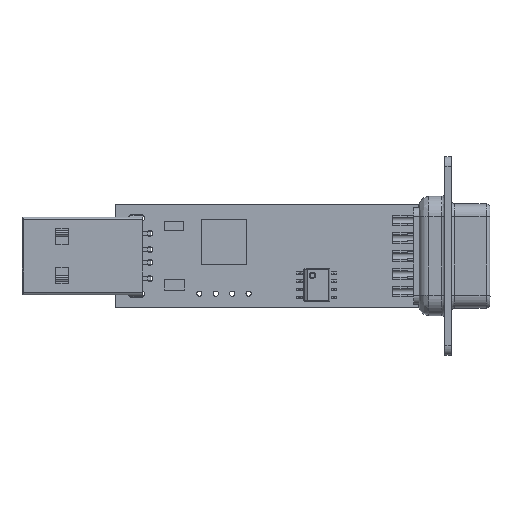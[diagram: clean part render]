
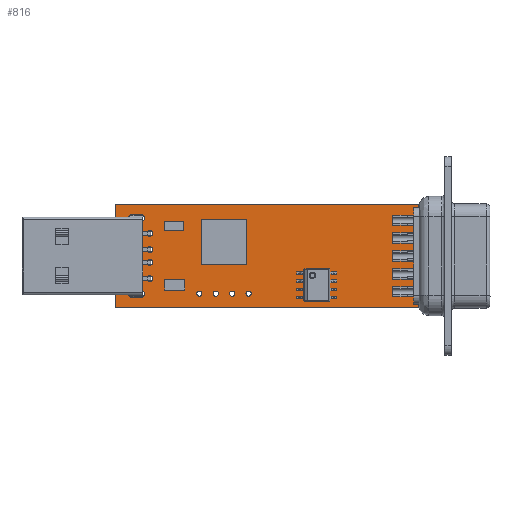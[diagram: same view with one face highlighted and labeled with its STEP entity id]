
A CAD part, top view. The second image highlights one B-rep face of the part: STEP entity #816.
In plain terms, the highlighted planar face has unit normal (0, 0, 1).
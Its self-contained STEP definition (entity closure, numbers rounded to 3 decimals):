
#59 = VERTEX_POINT('',#60);
#60 = CARTESIAN_POINT('',(17.3,14.4,0.));
#66 = EDGE_CURVE('',#59,#67,#69,.T.);
#67 = VERTEX_POINT('',#68);
#68 = CARTESIAN_POINT('',(17.3,30.4,0.));
#69 = LINE('',#70,#71);
#70 = CARTESIAN_POINT('',(17.3,14.4,0.));
#71 = VECTOR('',#72,1.);
#72 = DIRECTION('',(0.,1.,0.));
#97 = EDGE_CURVE('',#67,#98,#100,.T.);
#98 = VERTEX_POINT('',#99);
#99 = CARTESIAN_POINT('',(64.3,30.4,0.));
#100 = LINE('',#101,#102);
#101 = CARTESIAN_POINT('',(17.3,30.4,0.));
#102 = VECTOR('',#103,1.);
#103 = DIRECTION('',(1.,0.,0.));
#128 = EDGE_CURVE('',#98,#129,#131,.T.);
#129 = VERTEX_POINT('',#130);
#130 = CARTESIAN_POINT('',(64.3,14.4,0.));
#131 = LINE('',#132,#133);
#132 = CARTESIAN_POINT('',(64.3,30.4,0.));
#133 = VECTOR('',#134,1.);
#134 = DIRECTION('',(0.,-1.,0.));
#159 = EDGE_CURVE('',#129,#59,#160,.T.);
#160 = LINE('',#161,#162);
#161 = CARTESIAN_POINT('',(64.3,14.4,0.));
#162 = VECTOR('',#163,1.);
#163 = DIRECTION('',(-1.,0.,0.));
#183 = VERTEX_POINT('',#184);
#184 = CARTESIAN_POINT('',(21.05,20.15,0.));
#190 = EDGE_CURVE('',#183,#183,#191,.T.);
#191 = CIRCLE('',#192,0.55);
#192 = AXIS2_PLACEMENT_3D('',#193,#194,#195);
#193 = CARTESIAN_POINT('',(20.5,20.15,0.));
#194 = DIRECTION('',(0.,0.,1.));
#195 = DIRECTION('',(1.,0.,0.));
#216 = VERTEX_POINT('',#217);
#217 = CARTESIAN_POINT('',(19.85,17.15,0.));
#223 = EDGE_CURVE('',#216,#224,#226,.T.);
#224 = VERTEX_POINT('',#225);
#225 = CARTESIAN_POINT('',(19.85,15.95,0.));
#226 = CIRCLE('',#227,0.6);
#227 = AXIS2_PLACEMENT_3D('',#228,#229,#230);
#228 = CARTESIAN_POINT('',(19.85,16.55,0.));
#229 = DIRECTION('',(0.,0.,1.));
#230 = DIRECTION('',(0.,1.,0.));
#258 = VERTEX_POINT('',#259);
#259 = CARTESIAN_POINT('',(21.15,17.15,0.));
#265 = EDGE_CURVE('',#258,#216,#266,.T.);
#266 = LINE('',#267,#268);
#267 = CARTESIAN_POINT('',(21.15,17.15,0.));
#268 = VECTOR('',#269,1.);
#269 = DIRECTION('',(-1.,0.,0.));
#289 = VERTEX_POINT('',#290);
#290 = CARTESIAN_POINT('',(21.15,15.95,0.));
#296 = EDGE_CURVE('',#289,#258,#297,.T.);
#297 = CIRCLE('',#298,0.6);
#298 = AXIS2_PLACEMENT_3D('',#299,#300,#301);
#299 = CARTESIAN_POINT('',(21.15,16.55,0.));
#300 = DIRECTION('',(0.,0.,1.));
#301 = DIRECTION('',(0.,-1.,0.));
#320 = EDGE_CURVE('',#224,#289,#321,.T.);
#321 = LINE('',#322,#323);
#322 = CARTESIAN_POINT('',(19.85,15.95,0.));
#323 = VECTOR('',#324,1.);
#324 = DIRECTION('',(1.,0.,0.));
#344 = VERTEX_POINT('',#345);
#345 = CARTESIAN_POINT('',(23.05,23.4,0.));
#351 = EDGE_CURVE('',#344,#344,#352,.T.);
#352 = CIRCLE('',#353,0.45);
#353 = AXIS2_PLACEMENT_3D('',#354,#355,#356);
#354 = CARTESIAN_POINT('',(22.6,23.4,0.));
#355 = DIRECTION('',(0.,0.,1.));
#356 = DIRECTION('',(1.,0.,0.));
#377 = VERTEX_POINT('',#378);
#378 = CARTESIAN_POINT('',(21.05,24.65,0.));
#384 = EDGE_CURVE('',#377,#377,#385,.T.);
#385 = CIRCLE('',#386,0.55);
#386 = AXIS2_PLACEMENT_3D('',#387,#388,#389);
#387 = CARTESIAN_POINT('',(20.5,24.65,0.));
#388 = DIRECTION('',(0.,0.,1.));
#389 = DIRECTION('',(1.,0.,0.));
#410 = VERTEX_POINT('',#411);
#411 = CARTESIAN_POINT('',(23.05,25.9,0.));
#417 = EDGE_CURVE('',#410,#410,#418,.T.);
#418 = CIRCLE('',#419,0.45);
#419 = AXIS2_PLACEMENT_3D('',#420,#421,#422);
#420 = CARTESIAN_POINT('',(22.6,25.9,0.));
#421 = DIRECTION('',(0.,0.,1.));
#422 = DIRECTION('',(1.,0.,0.));
#443 = VERTEX_POINT('',#444);
#444 = CARTESIAN_POINT('',(19.85,28.85,0.));
#450 = EDGE_CURVE('',#443,#451,#453,.T.);
#451 = VERTEX_POINT('',#452);
#452 = CARTESIAN_POINT('',(19.85,27.65,0.));
#453 = CIRCLE('',#454,0.6);
#454 = AXIS2_PLACEMENT_3D('',#455,#456,#457);
#455 = CARTESIAN_POINT('',(19.85,28.25,0.));
#456 = DIRECTION('',(0.,0.,1.));
#457 = DIRECTION('',(0.,1.,0.));
#485 = VERTEX_POINT('',#486);
#486 = CARTESIAN_POINT('',(21.15,28.85,0.));
#492 = EDGE_CURVE('',#485,#443,#493,.T.);
#493 = LINE('',#494,#495);
#494 = CARTESIAN_POINT('',(21.15,28.85,0.));
#495 = VECTOR('',#496,1.);
#496 = DIRECTION('',(-1.,0.,0.));
#516 = VERTEX_POINT('',#517);
#517 = CARTESIAN_POINT('',(21.15,27.65,0.));
#523 = EDGE_CURVE('',#516,#485,#524,.T.);
#524 = CIRCLE('',#525,0.6);
#525 = AXIS2_PLACEMENT_3D('',#526,#527,#528);
#526 = CARTESIAN_POINT('',(21.15,28.25,0.));
#527 = DIRECTION('',(0.,0.,1.));
#528 = DIRECTION('',(0.,-1.,0.));
#547 = EDGE_CURVE('',#451,#516,#548,.T.);
#548 = LINE('',#549,#550);
#549 = CARTESIAN_POINT('',(19.85,27.65,0.));
#550 = VECTOR('',#551,1.);
#551 = DIRECTION('',(1.,0.,0.));
#571 = VERTEX_POINT('',#572);
#572 = CARTESIAN_POINT('',(30.69,16.57,0.));
#578 = EDGE_CURVE('',#571,#571,#579,.T.);
#579 = CIRCLE('',#580,0.4);
#580 = AXIS2_PLACEMENT_3D('',#581,#582,#583);
#581 = CARTESIAN_POINT('',(30.29,16.57,0.));
#582 = DIRECTION('',(0.,0.,1.));
#583 = DIRECTION('',(1.,0.,0.));
#604 = VERTEX_POINT('',#605);
#605 = CARTESIAN_POINT('',(38.31,16.57,0.));
#611 = EDGE_CURVE('',#604,#604,#612,.T.);
#612 = CIRCLE('',#613,0.4);
#613 = AXIS2_PLACEMENT_3D('',#614,#615,#616);
#614 = CARTESIAN_POINT('',(37.91,16.57,0.));
#615 = DIRECTION('',(0.,0.,1.));
#616 = DIRECTION('',(1.,0.,0.));
#637 = VERTEX_POINT('',#638);
#638 = CARTESIAN_POINT('',(33.23,16.57,0.));
#644 = EDGE_CURVE('',#637,#637,#645,.T.);
#645 = CIRCLE('',#646,0.4);
#646 = AXIS2_PLACEMENT_3D('',#647,#648,#649);
#647 = CARTESIAN_POINT('',(32.83,16.57,0.));
#648 = DIRECTION('',(0.,0.,1.));
#649 = DIRECTION('',(1.,0.,0.));
#670 = VERTEX_POINT('',#671);
#671 = CARTESIAN_POINT('',(23.05,21.4,0.));
#677 = EDGE_CURVE('',#670,#670,#678,.T.);
#678 = CIRCLE('',#679,0.45);
#679 = AXIS2_PLACEMENT_3D('',#680,#681,#682);
#680 = CARTESIAN_POINT('',(22.6,21.4,0.));
#681 = DIRECTION('',(0.,0.,1.));
#682 = DIRECTION('',(1.,0.,0.));
#703 = VERTEX_POINT('',#704);
#704 = CARTESIAN_POINT('',(35.77,16.57,0.));
#710 = EDGE_CURVE('',#703,#703,#711,.T.);
#711 = CIRCLE('',#712,0.4);
#712 = AXIS2_PLACEMENT_3D('',#713,#714,#715);
#713 = CARTESIAN_POINT('',(35.37,16.57,0.));
#714 = DIRECTION('',(0.,0.,1.));
#715 = DIRECTION('',(1.,0.,0.));
#736 = VERTEX_POINT('',#737);
#737 = CARTESIAN_POINT('',(23.05,18.9,0.));
#743 = EDGE_CURVE('',#736,#736,#744,.T.);
#744 = CIRCLE('',#745,0.45);
#745 = AXIS2_PLACEMENT_3D('',#746,#747,#748);
#746 = CARTESIAN_POINT('',(22.6,18.9,0.));
#747 = DIRECTION('',(0.,0.,1.));
#748 = DIRECTION('',(1.,0.,0.));
#816 = ADVANCED_FACE('',(#817,#823,#826,#832,#835,#838,#841,#847,#850,
    #853,#856,#859,#862),#865,.T.);
#817 = FACE_BOUND('',#818,.F.);
#818 = EDGE_LOOP('',(#819,#820,#821,#822));
#819 = ORIENTED_EDGE('',*,*,#66,.T.);
#820 = ORIENTED_EDGE('',*,*,#97,.T.);
#821 = ORIENTED_EDGE('',*,*,#128,.T.);
#822 = ORIENTED_EDGE('',*,*,#159,.T.);
#823 = FACE_BOUND('',#824,.T.);
#824 = EDGE_LOOP('',(#825));
#825 = ORIENTED_EDGE('',*,*,#190,.F.);
#826 = FACE_BOUND('',#827,.T.);
#827 = EDGE_LOOP('',(#828,#829,#830,#831));
#828 = ORIENTED_EDGE('',*,*,#223,.F.);
#829 = ORIENTED_EDGE('',*,*,#265,.F.);
#830 = ORIENTED_EDGE('',*,*,#296,.F.);
#831 = ORIENTED_EDGE('',*,*,#320,.F.);
#832 = FACE_BOUND('',#833,.T.);
#833 = EDGE_LOOP('',(#834));
#834 = ORIENTED_EDGE('',*,*,#351,.F.);
#835 = FACE_BOUND('',#836,.T.);
#836 = EDGE_LOOP('',(#837));
#837 = ORIENTED_EDGE('',*,*,#384,.F.);
#838 = FACE_BOUND('',#839,.T.);
#839 = EDGE_LOOP('',(#840));
#840 = ORIENTED_EDGE('',*,*,#417,.F.);
#841 = FACE_BOUND('',#842,.T.);
#842 = EDGE_LOOP('',(#843,#844,#845,#846));
#843 = ORIENTED_EDGE('',*,*,#450,.F.);
#844 = ORIENTED_EDGE('',*,*,#492,.F.);
#845 = ORIENTED_EDGE('',*,*,#523,.F.);
#846 = ORIENTED_EDGE('',*,*,#547,.F.);
#847 = FACE_BOUND('',#848,.T.);
#848 = EDGE_LOOP('',(#849));
#849 = ORIENTED_EDGE('',*,*,#578,.F.);
#850 = FACE_BOUND('',#851,.T.);
#851 = EDGE_LOOP('',(#852));
#852 = ORIENTED_EDGE('',*,*,#611,.F.);
#853 = FACE_BOUND('',#854,.T.);
#854 = EDGE_LOOP('',(#855));
#855 = ORIENTED_EDGE('',*,*,#644,.F.);
#856 = FACE_BOUND('',#857,.T.);
#857 = EDGE_LOOP('',(#858));
#858 = ORIENTED_EDGE('',*,*,#677,.F.);
#859 = FACE_BOUND('',#860,.T.);
#860 = EDGE_LOOP('',(#861));
#861 = ORIENTED_EDGE('',*,*,#710,.F.);
#862 = FACE_BOUND('',#863,.T.);
#863 = EDGE_LOOP('',(#864));
#864 = ORIENTED_EDGE('',*,*,#743,.F.);
#865 = PLANE('',#866);
#866 = AXIS2_PLACEMENT_3D('',#867,#868,#869);
#867 = CARTESIAN_POINT('',(17.3,14.4,0.));
#868 = DIRECTION('',(0.,0.,1.));
#869 = DIRECTION('',(1.,0.,0.));
